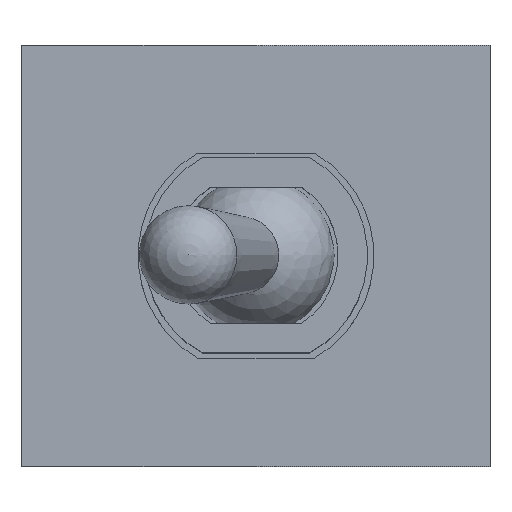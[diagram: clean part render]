
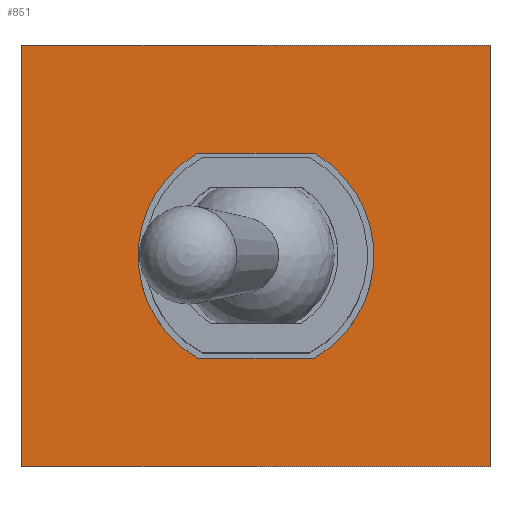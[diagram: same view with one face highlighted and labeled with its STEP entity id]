
A CAD part, top view. The second image highlights one B-rep face of the part: STEP entity #851.
In plain terms, the highlighted planar face has unit normal (0, 0, 1).
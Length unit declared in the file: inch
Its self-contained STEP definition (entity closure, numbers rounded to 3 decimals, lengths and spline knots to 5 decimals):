
#660=CARTESIAN_POINT('',(0.25,0.225,0.41024));
#661=VERTEX_POINT('',#660);
#668=CARTESIAN_POINT('',(0.25,-0.225,0.41024));
#669=VERTEX_POINT('',#668);
#670=CARTESIAN_POINT('',(0.25,0.225,0.41024));
#671=DIRECTION('',(0.0,-1.0,0.0));
#672=VECTOR('',#671,0.45);
#673=LINE('',#670,#672);
#674=EDGE_CURVE('',#661,#669,#673,.T.);
#709=CARTESIAN_POINT('',(-0.25,0.225,0.41024));
#710=VERTEX_POINT('',#709);
#717=CARTESIAN_POINT('',(-0.25,0.225,0.41024));
#718=DIRECTION('',(1.0,0.0,0.0));
#719=VECTOR('',#718,0.5);
#720=LINE('',#717,#719);
#721=EDGE_CURVE('',#710,#661,#720,.T.);
#799=CARTESIAN_POINT('',(-0.25,-0.225,0.41024));
#800=VERTEX_POINT('',#799);
#801=CARTESIAN_POINT('',(0.25,-0.225,0.41024));
#802=DIRECTION('',(-1.0,0.0,0.0));
#803=VECTOR('',#802,0.5);
#804=LINE('',#801,#803);
#805=EDGE_CURVE('',#669,#800,#804,.T.);
#827=CARTESIAN_POINT('',(-0.25,-0.225,0.41024));
#828=DIRECTION('',(0.0,1.0,0.0));
#829=VECTOR('',#828,0.45);
#830=LINE('',#827,#829);
#831=EDGE_CURVE('',#800,#710,#830,.T.);
#840=CARTESIAN_POINT('',(-0.275,-0.2475,0.41024));
#841=DIRECTION('',(0.0,0.0,1.0));
#842=DIRECTION('',(1.0,0.0,0.0));
#843=AXIS2_PLACEMENT_3D('',#840,#841,#842);
#844=PLANE('',#843);
#845=ORIENTED_EDGE('',*,*,#674,.F.);
#846=ORIENTED_EDGE('',*,*,#721,.F.);
#847=ORIENTED_EDGE('',*,*,#831,.F.);
#848=ORIENTED_EDGE('',*,*,#805,.F.);
#849=EDGE_LOOP('',(#845,#846,#847,#848));
#850=FACE_OUTER_BOUND('',#849,.T.);
#851=ADVANCED_FACE('',(#850),#844,.T.);
